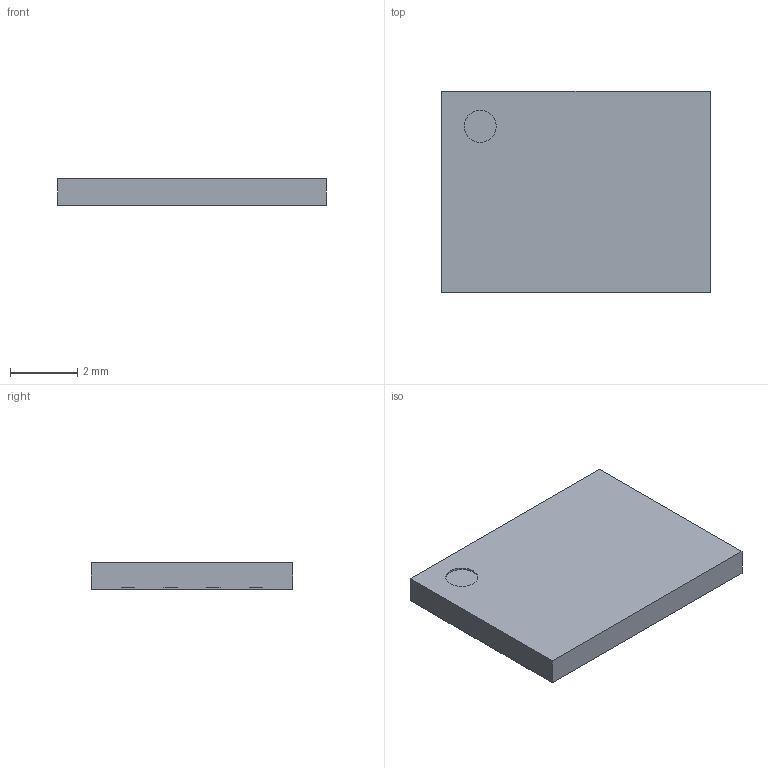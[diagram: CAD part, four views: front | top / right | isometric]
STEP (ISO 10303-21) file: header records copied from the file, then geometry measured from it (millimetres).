
FILE_DESCRIPTION( ( '' ), ' ' );
FILE_NAME( '5d0ff8fbe9434c16fe0f5a25.step', '2019-06-23T22:11:07', ( '' ), ( '' ), ' ', ' ', ' ' );
FILE_SCHEMA( ( 'AUTOMOTIVE_DESIGN { 1 0 10303 214 1 1 1 1 }' ) );
Length unit declared in the file: metre
Products named in the file (10): Pad; Pin 5; Pin 6; Pin 7; Pin 8; Pin 1; Pin 2; Pin 3; Pin4; Main Body
Bounding box: 8 x 6 x 0.8 mm (x, y, z)
Volume: 38.4 mm3; surface area: 152.9 mm2
Topology: 10 solids, 10 shells, 101 faces, 237 edges, 158 vertices
Faces by surface type: plane 84, cylinder 17
Full cylindrical faces by diameter (mm): 0.954 x1
Entity records: 3774 total; most frequent: CARTESIAN_POINT 505, DIRECTION 492, ORIENTED_EDGE 472, EDGE_CURVE 236, LINE 202, VECTOR 202, VERTEX_POINT 158, AXIS2_PLACEMENT_3D 145
